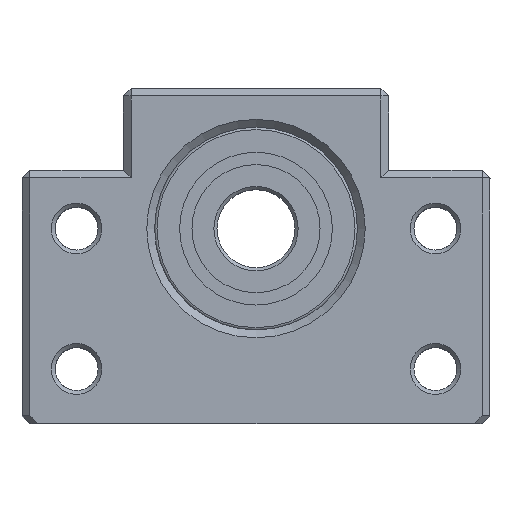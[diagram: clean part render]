
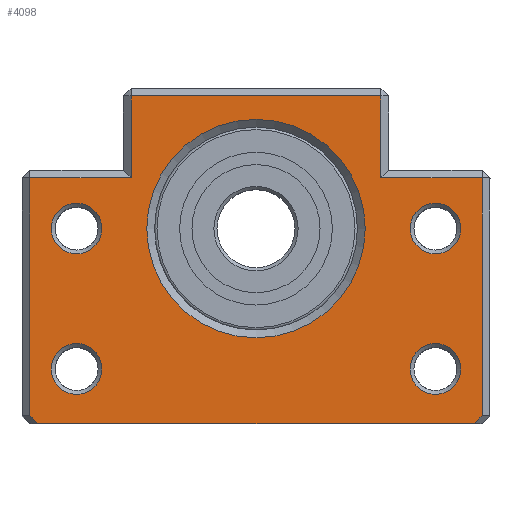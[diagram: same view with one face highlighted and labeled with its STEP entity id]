
A CAD part, top view. The second image highlights one B-rep face of the part: STEP entity #4098.
In plain terms, the highlighted planar face has unit normal (0, 0, 1).
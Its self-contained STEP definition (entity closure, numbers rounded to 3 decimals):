
#372=FACE_BOUND('',#1040,.T.);
#373=FACE_BOUND('',#1041,.T.);
#374=FACE_BOUND('',#1042,.T.);
#375=FACE_BOUND('',#1043,.T.);
#376=FACE_BOUND('',#1044,.T.);
#443=CIRCLE('',#4334,14.);
#444=CIRCLE('',#4335,3.25);
#445=CIRCLE('',#4336,3.25);
#446=CIRCLE('',#4337,3.25);
#447=CIRCLE('',#4338,3.25);
#820=FACE_OUTER_BOUND('',#1039,.T.);
#1039=EDGE_LOOP('',(#2676,#2677,#2678,#2679,#2680,#2681,#2682,#2683,#2684,
#2685));
#1040=EDGE_LOOP('',(#2686));
#1041=EDGE_LOOP('',(#2687));
#1042=EDGE_LOOP('',(#2688));
#1043=EDGE_LOOP('',(#2689));
#1044=EDGE_LOOP('',(#2690));
#1328=LINE('',#6249,#1454);
#1332=LINE('',#6257,#1458);
#1333=LINE('',#6259,#1459);
#1334=LINE('',#6261,#1460);
#1335=LINE('',#6263,#1461);
#1336=LINE('',#6265,#1462);
#1337=LINE('',#6267,#1463);
#1338=LINE('',#6269,#1464);
#1339=LINE('',#6271,#1465);
#1340=LINE('',#6272,#1466);
#1454=VECTOR('',#4931,10.);
#1458=VECTOR('',#4937,1000.);
#1459=VECTOR('',#4938,1000.);
#1460=VECTOR('',#4939,1000.);
#1461=VECTOR('',#4940,1000.);
#1462=VECTOR('',#4941,1000.);
#1463=VECTOR('',#4942,1000.);
#1464=VECTOR('',#4943,1000.);
#1465=VECTOR('',#4944,10.);
#1466=VECTOR('',#4945,10.);
#1580=VERTEX_POINT('',#6247);
#1581=VERTEX_POINT('',#6248);
#1584=VERTEX_POINT('',#6256);
#1585=VERTEX_POINT('',#6258);
#1586=VERTEX_POINT('',#6260);
#1587=VERTEX_POINT('',#6262);
#1588=VERTEX_POINT('',#6264);
#1589=VERTEX_POINT('',#6266);
#1590=VERTEX_POINT('',#6268);
#1591=VERTEX_POINT('',#6270);
#1592=VERTEX_POINT('',#6273);
#1593=VERTEX_POINT('',#6275);
#1594=VERTEX_POINT('',#6277);
#1595=VERTEX_POINT('',#6279);
#1596=VERTEX_POINT('',#6281);
#1986=EDGE_CURVE('',#1580,#1581,#1328,.T.);
#1990=EDGE_CURVE('',#1584,#1580,#1332,.T.);
#1991=EDGE_CURVE('',#1585,#1584,#1333,.T.);
#1992=EDGE_CURVE('',#1586,#1585,#1334,.T.);
#1993=EDGE_CURVE('',#1587,#1586,#1335,.T.);
#1994=EDGE_CURVE('',#1588,#1587,#1336,.T.);
#1995=EDGE_CURVE('',#1589,#1588,#1337,.T.);
#1996=EDGE_CURVE('',#1590,#1589,#1338,.T.);
#1997=EDGE_CURVE('',#1590,#1591,#1339,.T.);
#1998=EDGE_CURVE('',#1591,#1581,#1340,.T.);
#1999=EDGE_CURVE('',#1592,#1592,#443,.T.);
#2000=EDGE_CURVE('',#1593,#1593,#444,.T.);
#2001=EDGE_CURVE('',#1594,#1594,#445,.T.);
#2002=EDGE_CURVE('',#1595,#1595,#446,.T.);
#2003=EDGE_CURVE('',#1596,#1596,#447,.T.);
#2676=ORIENTED_EDGE('',*,*,#1986,.F.);
#2677=ORIENTED_EDGE('',*,*,#1990,.F.);
#2678=ORIENTED_EDGE('',*,*,#1991,.F.);
#2679=ORIENTED_EDGE('',*,*,#1992,.F.);
#2680=ORIENTED_EDGE('',*,*,#1993,.F.);
#2681=ORIENTED_EDGE('',*,*,#1994,.F.);
#2682=ORIENTED_EDGE('',*,*,#1995,.F.);
#2683=ORIENTED_EDGE('',*,*,#1996,.F.);
#2684=ORIENTED_EDGE('',*,*,#1997,.T.);
#2685=ORIENTED_EDGE('',*,*,#1998,.T.);
#2686=ORIENTED_EDGE('',*,*,#1999,.T.);
#2687=ORIENTED_EDGE('',*,*,#2000,.T.);
#2688=ORIENTED_EDGE('',*,*,#2001,.T.);
#2689=ORIENTED_EDGE('',*,*,#2002,.T.);
#2690=ORIENTED_EDGE('',*,*,#2003,.T.);
#4045=PLANE('',#4333);
#4098=ADVANCED_FACE('',(#820,#372,#373,#374,#375,#376),#4045,.T.);
#4333=AXIS2_PLACEMENT_3D('',#6255,#4935,#4936);
#4334=AXIS2_PLACEMENT_3D('',#6274,#4946,#4947);
#4335=AXIS2_PLACEMENT_3D('',#6276,#4948,#4949);
#4336=AXIS2_PLACEMENT_3D('',#6278,#4950,#4951);
#4337=AXIS2_PLACEMENT_3D('',#6280,#4952,#4953);
#4338=AXIS2_PLACEMENT_3D('',#6282,#4954,#4955);
#4931=DIRECTION('',(-0.707,-0.707,0.));
#4935=DIRECTION('center_axis',(0.,0.,1.));
#4936=DIRECTION('ref_axis',(1.,0.,0.));
#4937=DIRECTION('',(0.,-1.,0.));
#4938=DIRECTION('',(1.,0.,0.));
#4939=DIRECTION('',(0.,-1.,0.));
#4940=DIRECTION('',(1.,0.,0.));
#4941=DIRECTION('',(0.,1.,0.));
#4942=DIRECTION('',(1.,0.,0.));
#4943=DIRECTION('',(0.,1.,0.));
#4944=DIRECTION('',(0.707,-0.707,0.));
#4945=DIRECTION('',(1.,0.,0.));
#4946=DIRECTION('center_axis',(0.,0.,-1.));
#4947=DIRECTION('ref_axis',(-1.,0.,0.));
#4948=DIRECTION('center_axis',(0.,0.,-1.));
#4949=DIRECTION('ref_axis',(-1.,0.,0.));
#4950=DIRECTION('center_axis',(0.,0.,-1.));
#4951=DIRECTION('ref_axis',(-1.,0.,0.));
#4952=DIRECTION('center_axis',(0.,0.,-1.));
#4953=DIRECTION('ref_axis',(-1.,0.,0.));
#4954=DIRECTION('center_axis',(0.,0.,-1.));
#4955=DIRECTION('ref_axis',(-1.,0.,0.));
#6247=CARTESIAN_POINT('',(29.,1.,10.));
#6248=CARTESIAN_POINT('',(28.,0.,10.));
#6249=CARTESIAN_POINT('',(14.374,-13.626,10.));
#6255=CARTESIAN_POINT('Origin',(-29.,1.,10.));
#6256=CARTESIAN_POINT('',(29.,31.5,10.));
#6257=CARTESIAN_POINT('',(29.,16.25,10.));
#6258=CARTESIAN_POINT('',(16.,31.5,10.));
#6259=CARTESIAN_POINT('',(22.461,31.5,10.));
#6260=CARTESIAN_POINT('',(16.,42.,10.));
#6261=CARTESIAN_POINT('',(16.,36.719,10.));
#6262=CARTESIAN_POINT('',(-16.,42.,10.));
#6263=CARTESIAN_POINT('',(0.,42.,10.));
#6264=CARTESIAN_POINT('',(-16.,31.5,10.));
#6265=CARTESIAN_POINT('',(-16.,36.719,10.));
#6266=CARTESIAN_POINT('',(-29.,31.5,10.));
#6267=CARTESIAN_POINT('',(-22.461,31.5,10.));
#6268=CARTESIAN_POINT('',(-29.,1.,10.));
#6269=CARTESIAN_POINT('',(-29.,16.25,10.));
#6270=CARTESIAN_POINT('',(-28.,0.,10.));
#6271=CARTESIAN_POINT('',(-29.126,1.126,10.));
#6272=CARTESIAN_POINT('',(0.,0.,10.));
#6273=CARTESIAN_POINT('',(14.,25.,10.));
#6274=CARTESIAN_POINT('Origin',(0.,25.,10.));
#6275=CARTESIAN_POINT('',(-19.75,25.,10.));
#6276=CARTESIAN_POINT('Origin',(-23.,25.,10.));
#6277=CARTESIAN_POINT('',(-19.75,7.,10.));
#6278=CARTESIAN_POINT('Origin',(-23.,7.,10.));
#6279=CARTESIAN_POINT('',(26.25,7.,10.));
#6280=CARTESIAN_POINT('Origin',(23.,7.,10.));
#6281=CARTESIAN_POINT('',(26.25,25.,10.));
#6282=CARTESIAN_POINT('Origin',(23.,25.,10.));
